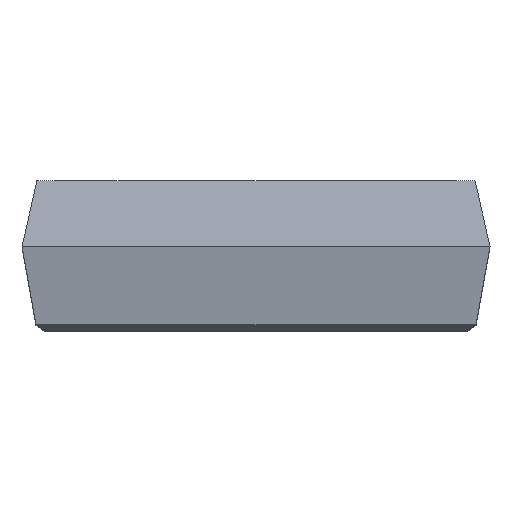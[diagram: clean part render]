
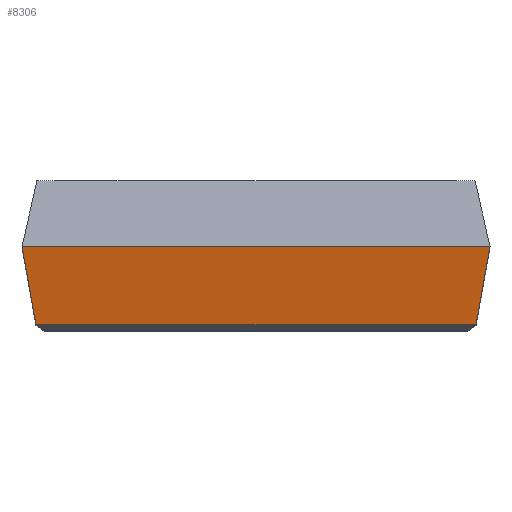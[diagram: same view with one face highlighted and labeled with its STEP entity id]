
A CAD part, top view. The second image highlights one B-rep face of the part: STEP entity #8306.
In plain terms, the highlighted planar face has unit normal (0, -0.176, 0.984).
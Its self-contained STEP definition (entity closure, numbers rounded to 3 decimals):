
#188 = EDGE_CURVE ( 'NONE', #3044, #4630, #10706, .T. ) ;
#935 = ORIENTED_EDGE ( 'NONE', *, *, #188, .F. ) ;
#1359 = VECTOR ( 'NONE', #11266, 1000. ) ;
#1761 = DIRECTION ( 'NONE',  ( -1., 0., 0. ) ) ;
#1817 = AXIS2_PLACEMENT_3D ( 'NONE', #9389, #7825, #1761 ) ;
#2295 = DIRECTION ( 'NONE',  ( 1., 0., 0. ) ) ;
#2847 = DIRECTION ( 'NONE',  ( 1., 0., 0. ) ) ;
#3044 = VERTEX_POINT ( 'NONE', #6357 ) ;
#3118 = FACE_OUTER_BOUND ( 'NONE', #14060, .T. ) ;
#3156 = CARTESIAN_POINT ( 'NONE',  ( 7.335, -1.403, 23.535 ) ) ;
#3858 = LINE ( 'NONE', #5062, #14622 ) ;
#4514 = PLANE ( 'NONE',  #1817 ) ;
#4630 = VERTEX_POINT ( 'NONE', #13905 ) ;
#5062 = CARTESIAN_POINT ( 'NONE',  ( 0., -1.403, 23.535 ) ) ;
#5640 = EDGE_CURVE ( 'NONE', #14120, #8975, #3858, .T. ) ;
#6357 = CARTESIAN_POINT ( 'NONE',  ( -7.8, 1.2, 24. ) ) ;
#7825 = DIRECTION ( 'NONE',  ( 0., 0.176, -0.984 ) ) ;
#8306 = ADVANCED_FACE ( 'NONE', ( #3118 ), #4514, .F. ) ;
#8356 = ORIENTED_EDGE ( 'NONE', *, *, #10472, .T. ) ;
#8462 = ORIENTED_EDGE ( 'NONE', *, *, #5640, .T. ) ;
#8932 = CARTESIAN_POINT ( 'NONE',  ( -6.596, -5.545, 22.796 ) ) ;
#8975 = VERTEX_POINT ( 'NONE', #3156 ) ;
#9389 = CARTESIAN_POINT ( 'NONE',  ( 0., -1.6, 23.5 ) ) ;
#9934 = LINE ( 'NONE', #12586, #1359 ) ;
#10333 = DIRECTION ( 'NONE',  ( 0.173, -0.97, -0.173 ) ) ;
#10472 = EDGE_CURVE ( 'NONE', #3044, #14120, #14861, .T. ) ;
#10706 = LINE ( 'NONE', #11956, #13842 ) ;
#11109 = VECTOR ( 'NONE', #10333, 1000. ) ;
#11266 = DIRECTION ( 'NONE',  ( 0.173, 0.97, 0.173 ) ) ;
#11956 = CARTESIAN_POINT ( 'NONE',  ( 7.8, 1.2, 24. ) ) ;
#12489 = ORIENTED_EDGE ( 'NONE', *, *, #13352, .T. ) ;
#12586 = CARTESIAN_POINT ( 'NONE',  ( 6.596, -5.545, 22.796 ) ) ;
#13352 = EDGE_CURVE ( 'NONE', #8975, #4630, #9934, .T. ) ;
#13842 = VECTOR ( 'NONE', #2295, 1000. ) ;
#13905 = CARTESIAN_POINT ( 'NONE',  ( 7.8, 1.2, 24. ) ) ;
#14060 = EDGE_LOOP ( 'NONE', ( #8356, #8462, #12489, #935 ) ) ;
#14120 = VERTEX_POINT ( 'NONE', #15542 ) ;
#14622 = VECTOR ( 'NONE', #2847, 1000. ) ;
#14861 = LINE ( 'NONE', #8932, #11109 ) ;
#15542 = CARTESIAN_POINT ( 'NONE',  ( -7.335, -1.403, 23.535 ) ) ;
